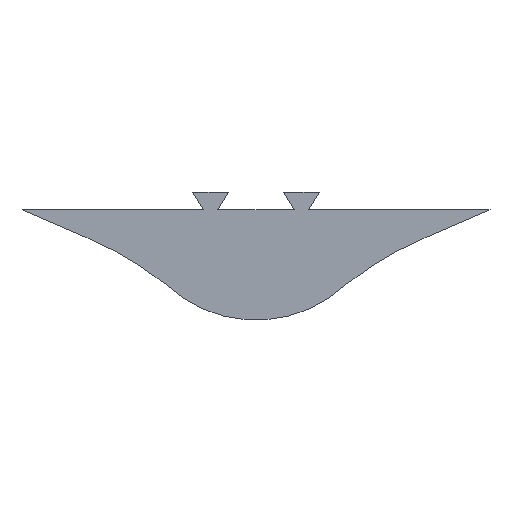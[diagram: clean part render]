
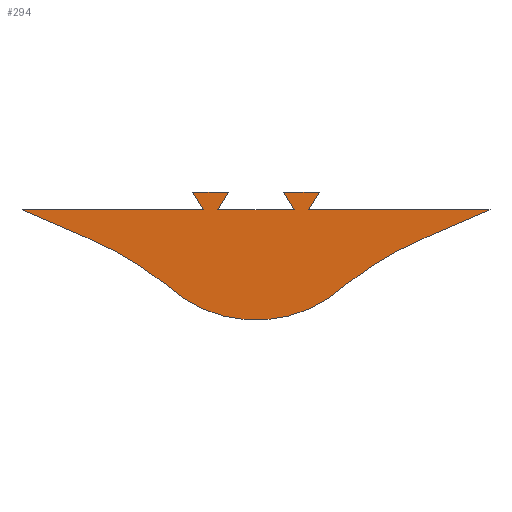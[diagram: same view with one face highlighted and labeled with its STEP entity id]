
A CAD part, front view. The second image highlights one B-rep face of the part: STEP entity #294.
In plain terms, the highlighted planar face has unit normal (0, -1, 0).
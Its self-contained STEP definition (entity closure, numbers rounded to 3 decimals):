
#17=PLANE('',#324);
#29=CIRCLE('',#323,21.677);
#34=FACE_OUTER_BOUND('',#50,.T.);
#50=EDGE_LOOP('',(#217,#218,#219,#220,#221,#222,#223,#224,#225,#226,#227,
#228,#229,#230));
#63=(
BOUNDED_CURVE()
B_SPLINE_CURVE(5,(#454,#455,#456,#457,#458,#459,#460,#461,#462,#463,#464,
#465,#466),.UNSPECIFIED.,.F.,.F.)
B_SPLINE_CURVE_WITH_KNOTS((6,1,1,1,1,1,1,1,6),(0.206,0.3,0.4,
0.5,0.6,0.7,0.8,0.9,1.),.UNSPECIFIED.)
CURVE()
GEOMETRIC_REPRESENTATION_ITEM()
RATIONAL_B_SPLINE_CURVE((1.,1.,1.,1.,1.,1.,1.,1.,1.,1.,1.,1.,1.))
REPRESENTATION_ITEM('')
);
#64=(
BOUNDED_CURVE()
B_SPLINE_CURVE(5,(#530,#531,#532,#533,#534,#535,#536,#537,#538,#539,#540,
#541,#542),.UNSPECIFIED.,.F.,.F.)
B_SPLINE_CURVE_WITH_KNOTS((6,1,1,1,1,1,1,1,6),(-1.,-0.9,-0.8,-0.7,-0.6,
-0.5,-0.4,-0.3,-0.206),.UNSPECIFIED.)
CURVE()
GEOMETRIC_REPRESENTATION_ITEM()
RATIONAL_B_SPLINE_CURVE((1.,1.,1.,1.,1.,1.,1.,1.,1.,1.,1.,1.,1.))
REPRESENTATION_ITEM('')
);
#69=LINE('',#555,#101);
#70=LINE('',#557,#102);
#71=LINE('',#559,#103);
#72=LINE('',#561,#104);
#73=LINE('',#563,#105);
#74=LINE('',#565,#106);
#75=LINE('',#567,#107);
#76=LINE('',#569,#108);
#77=LINE('',#571,#109);
#101=VECTOR('',#349,1000.);
#102=VECTOR('',#350,1000.);
#103=VECTOR('',#351,1000.);
#104=VECTOR('',#352,1000.);
#105=VECTOR('',#353,1000.);
#106=VECTOR('',#354,1000.);
#107=VECTOR('',#355,1000.);
#108=VECTOR('',#356,1000.);
#109=VECTOR('',#357,1000.);
#131=B_SPLINE_CURVE_WITH_KNOTS('',3,(#546,#547,#548,#549,#550,#551,#552,
#553),.UNSPECIFIED.,.F.,.F.,(4,1,1,1,1,4),(0.,0.283,0.37,
0.437,0.492,0.499),.UNSPECIFIED.);
#132=B_SPLINE_CURVE_WITH_KNOTS('',3,(#572,#573,#574,#575,#576,#577,#578,
#579),.UNSPECIFIED.,.F.,.F.,(4,1,1,1,1,4),(0.,0.283,0.37,
0.437,0.492,0.499),.UNSPECIFIED.);
#137=VERTEX_POINT('',#451);
#138=VERTEX_POINT('',#453);
#140=VERTEX_POINT('',#471);
#142=VERTEX_POINT('',#529);
#143=VERTEX_POINT('',#545);
#144=VERTEX_POINT('',#554);
#145=VERTEX_POINT('',#556);
#146=VERTEX_POINT('',#558);
#147=VERTEX_POINT('',#560);
#148=VERTEX_POINT('',#562);
#149=VERTEX_POINT('',#564);
#150=VERTEX_POINT('',#566);
#151=VERTEX_POINT('',#568);
#152=VERTEX_POINT('',#570);
#165=EDGE_CURVE('',#138,#137,#63,.T.);
#168=EDGE_CURVE('',#140,#138,#29,.T.);
#171=EDGE_CURVE('',#142,#140,#64,.T.);
#173=EDGE_CURVE('',#143,#137,#131,.T.);
#174=EDGE_CURVE('',#144,#143,#69,.T.);
#175=EDGE_CURVE('',#145,#144,#70,.T.);
#176=EDGE_CURVE('',#146,#145,#71,.T.);
#177=EDGE_CURVE('',#147,#146,#72,.T.);
#178=EDGE_CURVE('',#148,#147,#73,.T.);
#179=EDGE_CURVE('',#148,#149,#74,.T.);
#180=EDGE_CURVE('',#149,#150,#75,.T.);
#181=EDGE_CURVE('',#150,#151,#76,.T.);
#182=EDGE_CURVE('',#151,#152,#77,.T.);
#183=EDGE_CURVE('',#152,#142,#132,.T.);
#217=ORIENTED_EDGE('',*,*,#171,.T.);
#218=ORIENTED_EDGE('',*,*,#168,.T.);
#219=ORIENTED_EDGE('',*,*,#165,.T.);
#220=ORIENTED_EDGE('',*,*,#173,.F.);
#221=ORIENTED_EDGE('',*,*,#174,.F.);
#222=ORIENTED_EDGE('',*,*,#175,.F.);
#223=ORIENTED_EDGE('',*,*,#176,.F.);
#224=ORIENTED_EDGE('',*,*,#177,.F.);
#225=ORIENTED_EDGE('',*,*,#178,.F.);
#226=ORIENTED_EDGE('',*,*,#179,.T.);
#227=ORIENTED_EDGE('',*,*,#180,.T.);
#228=ORIENTED_EDGE('',*,*,#181,.T.);
#229=ORIENTED_EDGE('',*,*,#182,.T.);
#230=ORIENTED_EDGE('',*,*,#183,.T.);
#294=ADVANCED_FACE('',(#34),#17,.T.);
#323=AXIS2_PLACEMENT_3D('',#472,#343,#344);
#324=AXIS2_PLACEMENT_3D('',#544,#347,#348);
#343=DIRECTION('center_axis',(0.,-1.,0.));
#344=DIRECTION('ref_axis',(-0.683,0.,-0.73));
#347=DIRECTION('center_axis',(0.,-1.,0.));
#348=DIRECTION('ref_axis',(0.,0.,-1.));
#349=DIRECTION('',(1.,0.,0.));
#350=DIRECTION('',(-0.517,0.,-0.856));
#351=DIRECTION('',(1.,0.,0.));
#352=DIRECTION('',(-0.517,0.,0.856));
#353=DIRECTION('',(1.,0.,0.));
#354=DIRECTION('',(0.517,0.,0.856));
#355=DIRECTION('',(-1.,0.,0.));
#356=DIRECTION('',(0.517,0.,-0.856));
#357=DIRECTION('',(-1.,0.,0.));
#451=CARTESIAN_POINT('',(19.205,0.,-9.211));
#453=CARTESIAN_POINT('',(14.805,0.,-12.343));
#454=CARTESIAN_POINT('Ctrl Pts',(14.805,0.,-12.343));
#455=CARTESIAN_POINT('Ctrl Pts',(14.902,0.,-12.261));
#456=CARTESIAN_POINT('Ctrl Pts',(15.103,0.,-12.093));
#457=CARTESIAN_POINT('Ctrl Pts',(15.41,0.,-11.841));
#458=CARTESIAN_POINT('Ctrl Pts',(15.828,0.,-11.509));
#459=CARTESIAN_POINT('Ctrl Pts',(16.361,0.,-11.103));
#460=CARTESIAN_POINT('Ctrl Pts',(16.911,0.,-10.704));
#461=CARTESIAN_POINT('Ctrl Pts',(17.471,0.,-10.315));
#462=CARTESIAN_POINT('Ctrl Pts',(18.04,0.,-9.937));
#463=CARTESIAN_POINT('Ctrl Pts',(18.502,0.,-9.643));
#464=CARTESIAN_POINT('Ctrl Pts',(18.852,0.,-9.425));
#465=CARTESIAN_POINT('Ctrl Pts',(19.087,0.,-9.282));
#466=CARTESIAN_POINT('Ctrl Pts',(19.205,0.,-9.211));
#471=CARTESIAN_POINT('',(-14.805,0.,-12.343));
#472=CARTESIAN_POINT('Origin',(0.,0.,3.49));
#529=CARTESIAN_POINT('',(-19.205,0.,-9.211));
#530=CARTESIAN_POINT('Ctrl Pts',(-19.205,0.,-9.211));
#531=CARTESIAN_POINT('Ctrl Pts',(-19.087,0.,-9.282));
#532=CARTESIAN_POINT('Ctrl Pts',(-18.852,0.,-9.425));
#533=CARTESIAN_POINT('Ctrl Pts',(-18.502,0.,-9.643));
#534=CARTESIAN_POINT('Ctrl Pts',(-18.04,0.,-9.937));
#535=CARTESIAN_POINT('Ctrl Pts',(-17.471,0.,-10.315));
#536=CARTESIAN_POINT('Ctrl Pts',(-16.911,0.,-10.704));
#537=CARTESIAN_POINT('Ctrl Pts',(-16.361,0.,-11.103));
#538=CARTESIAN_POINT('Ctrl Pts',(-15.828,0.,-11.509));
#539=CARTESIAN_POINT('Ctrl Pts',(-15.41,0.,-11.841));
#540=CARTESIAN_POINT('Ctrl Pts',(-15.103,0.,-12.093));
#541=CARTESIAN_POINT('Ctrl Pts',(-14.902,0.,-12.261));
#542=CARTESIAN_POINT('Ctrl Pts',(-14.805,0.,-12.343));
#544=CARTESIAN_POINT('Origin',(0.,0.,2.9));
#545=CARTESIAN_POINT('',(38.6,0.,0.));
#546=CARTESIAN_POINT('Ctrl Pts',(38.6,0.,0.));
#547=CARTESIAN_POINT('Ctrl Pts',(34.88,0.,-1.655));
#548=CARTESIAN_POINT('Ctrl Pts',(29.93,0.,-3.616));
#549=CARTESIAN_POINT('Ctrl Pts',(24.233,0.,-6.277));
#550=CARTESIAN_POINT('Ctrl Pts',(21.579,0.,-7.689));
#551=CARTESIAN_POINT('Ctrl Pts',(20.015,0.,-8.673));
#552=CARTESIAN_POINT('Ctrl Pts',(19.28,0.,-9.161));
#553=CARTESIAN_POINT('Ctrl Pts',(19.205,0.,-9.211));
#554=CARTESIAN_POINT('',(8.7,0.,0.));
#555=CARTESIAN_POINT('',(8.7,0.,0.));
#556=CARTESIAN_POINT('',(10.45,0.,2.9));
#557=CARTESIAN_POINT('',(10.45,0.,2.9));
#558=CARTESIAN_POINT('',(4.55,0.,2.9));
#559=CARTESIAN_POINT('',(4.55,0.,2.9));
#560=CARTESIAN_POINT('',(6.3,0.,0.));
#561=CARTESIAN_POINT('',(6.3,0.,0.));
#562=CARTESIAN_POINT('',(-6.3,0.,0.));
#563=CARTESIAN_POINT('',(0.,0.,0.));
#564=CARTESIAN_POINT('',(-4.55,0.,2.9));
#565=CARTESIAN_POINT('',(-6.3,0.,0.));
#566=CARTESIAN_POINT('',(-10.45,0.,2.9));
#567=CARTESIAN_POINT('',(-4.55,0.,2.9));
#568=CARTESIAN_POINT('',(-8.7,0.,0.));
#569=CARTESIAN_POINT('',(-10.45,0.,2.9));
#570=CARTESIAN_POINT('',(-38.6,0.,0.));
#571=CARTESIAN_POINT('',(-8.7,0.,0.));
#572=CARTESIAN_POINT('Ctrl Pts',(-38.6,0.,0.));
#573=CARTESIAN_POINT('Ctrl Pts',(-34.88,0.,-1.655));
#574=CARTESIAN_POINT('Ctrl Pts',(-29.93,0.,-3.616));
#575=CARTESIAN_POINT('Ctrl Pts',(-24.233,0.,-6.277));
#576=CARTESIAN_POINT('Ctrl Pts',(-21.579,0.,-7.689));
#577=CARTESIAN_POINT('Ctrl Pts',(-20.015,0.,-8.673));
#578=CARTESIAN_POINT('Ctrl Pts',(-19.28,0.,-9.161));
#579=CARTESIAN_POINT('Ctrl Pts',(-19.205,0.,-9.211));
